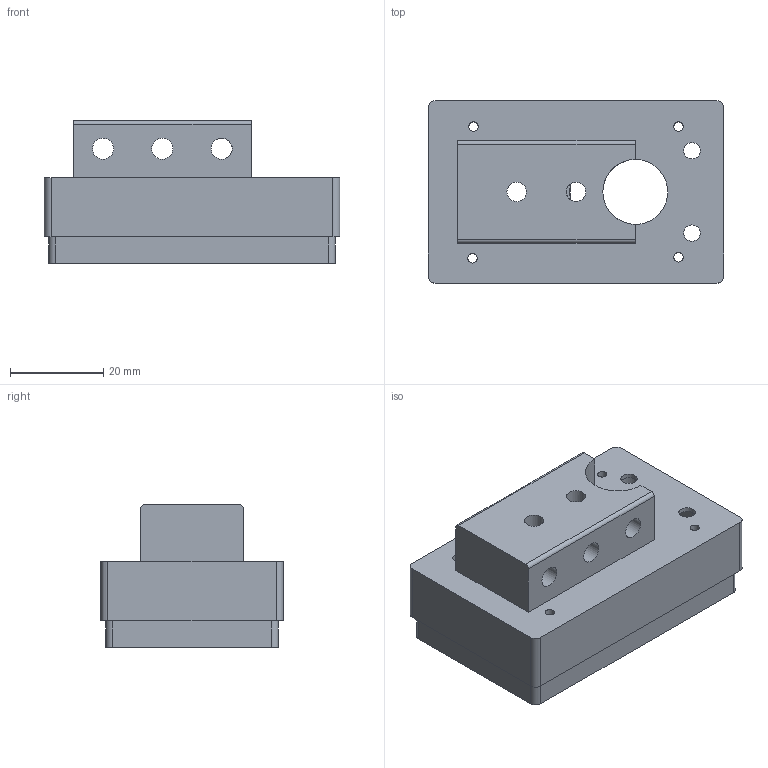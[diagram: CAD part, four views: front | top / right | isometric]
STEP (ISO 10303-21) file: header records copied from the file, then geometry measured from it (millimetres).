
FILE_DESCRIPTION(/* description */ (''),/* implementation_level */ '2;1');
FILE_NAME(/* name */ 'Arm Motor Mount.step',/* time_stamp */ '2024-06-28T04:28:33-05:00',/* author */ (''),/* organization */ (''),/* preprocessor_version */ 'ST-DEVELOPER v20',/* originating_system */ 'Autodesk Translation Framework v13.14.0.145',/* authorisation */ '');
FILE_SCHEMA (('AUTOMOTIVE_DESIGN { 1 0 10303 214 3 1 1 }'));
Length unit declared in the file: inch
Products named in the file (5): Custom Arm Motor Mount; Custom Motor Cap_MIR_MIR v1; Part2_MIR_MIR; Nested channel coupler _MIR v2; Component4
Assembly tree (4 placements, depth 3):
  Custom Arm Motor Mount
    Custom Motor Cap_MIR_MIR v1
      Part2_MIR_MIR
    Nested channel coupler _MIR v2
    Component4
Bounding box: 63.3 x 39 x 30.55 mm (x, y, z)
Volume: 49139.4 mm3; surface area: 25197.1 mm2
Topology: 2 solids, 2 shells, 200 faces, 559 edges, 373 vertices
Faces by surface type: cylinder 99, plane 73, bspline 28
Full cylindrical faces by diameter (mm): 2 x8, 3.5 x8, 4.166 x2, 4.521 x3, 8.2 x2, 12.228 x2, 13.9 x2
Entity records: 7033 total; most frequent: CARTESIAN_POINT 1524, DIRECTION 1146, ORIENTED_EDGE 1118, EDGE_CURVE 559, AXIS2_PLACEMENT_3D 425, VERTEX_POINT 373, LINE 296, VECTOR 296
